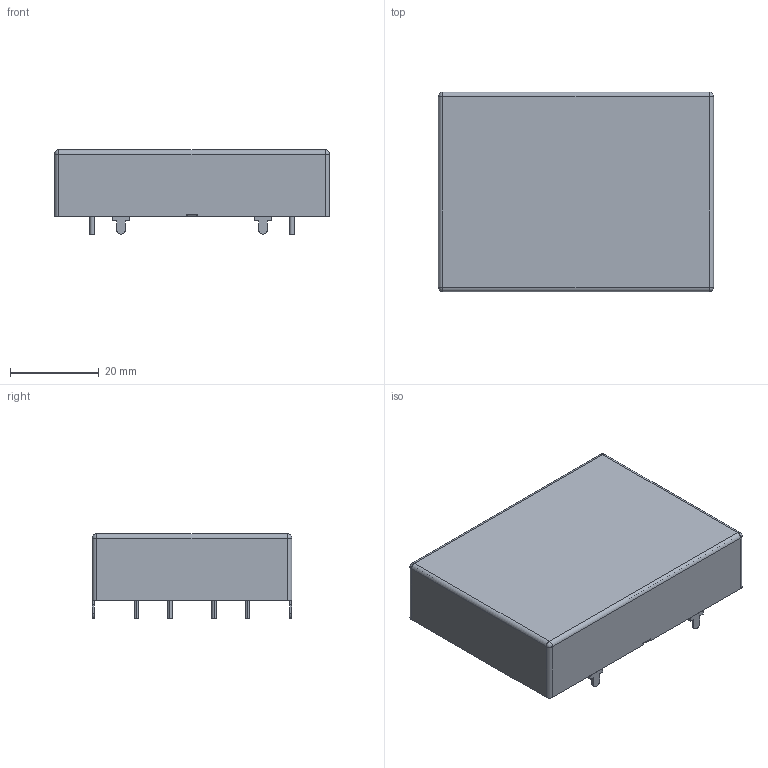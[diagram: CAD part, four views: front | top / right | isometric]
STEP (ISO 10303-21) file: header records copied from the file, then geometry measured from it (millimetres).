
FILE_DESCRIPTION((''),'2;1');
FILE_NAME('PWS_HAMAMATSU_C9619.stp','2015-02-04T08:47:55',(''),(''),'Mechanical Desktop 2011','Mechanical Desktop 2011',', , ');
FILE_SCHEMA(('AUTOMOTIVE_DESIGN { 1 2 10303 214 1 1 1 1 }'));
Length unit declared in the file: millimetre
Products named in the file (1): Product
Bounding box: 62 x 45 x 19 mm (x, y, z)
Volume: 40366.7 mm3; surface area: 25139.6 mm2
Topology: 14 solids, 14 shells, 144 faces, 340 edges, 220 vertices
Faces by surface type: plane 82, cylinder 47, bspline 11, sphere 4
Entity records: 4172 total; most frequent: CARTESIAN_POINT 748, DIRECTION 700, ORIENTED_EDGE 672, EDGE_CURVE 336, VECTOR 240, LINE 240, AXIS2_PLACEMENT_3D 230, VERTEX_POINT 220
